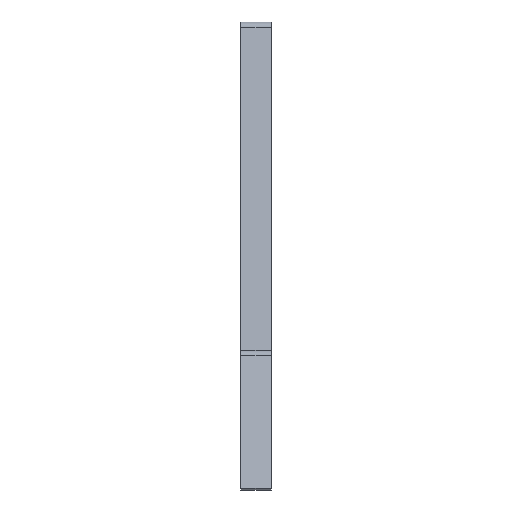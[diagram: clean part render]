
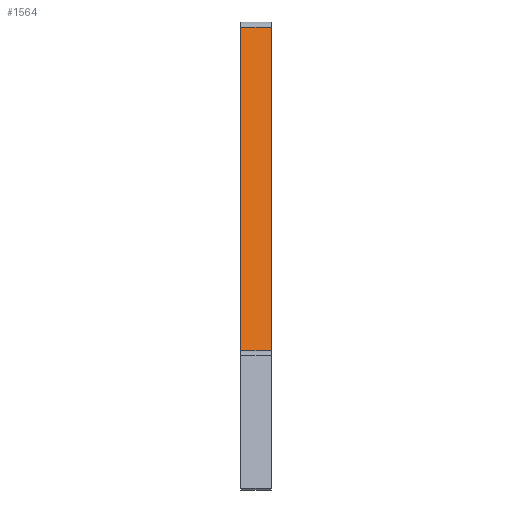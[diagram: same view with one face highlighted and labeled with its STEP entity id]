
A CAD part, left-side view. The second image highlights one B-rep face of the part: STEP entity #1564.
In plain terms, the highlighted planar face has unit normal (-0.974, 0, 0.225).
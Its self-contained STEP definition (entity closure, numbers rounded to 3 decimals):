
#32 = PLANE('',#33);
#33 = AXIS2_PLACEMENT_3D('',#34,#35,#36);
#34 = CARTESIAN_POINT('',(17.212,0.,
    7.439));
#35 = DIRECTION('',(0.,1.,0.));
#36 = DIRECTION('',(0.,0.,1.));
#236 = VERTEX_POINT('',#237);
#237 = CARTESIAN_POINT('',(19.143,0.,
    0.62));
#256 = CYLINDRICAL_SURFACE('',#257,0.8);
#257 = AXIS2_PLACEMENT_3D('',#258,#259,#260);
#258 = CARTESIAN_POINT('',(18.364,0.,0.8));
#259 = DIRECTION('',(0.,-1.,0.));
#260 = DIRECTION('',(0.,0.,-1.));
#268 = EDGE_CURVE('',#236,#269,#271,.T.);
#269 = VERTEX_POINT('',#270);
#270 = CARTESIAN_POINT('',(28.784,0.,
    42.38));
#271 = SURFACE_CURVE('',#272,(#276,#283),.PCURVE_S1.);
#272 = LINE('',#273,#274);
#273 = CARTESIAN_POINT('',(19.,0.,0.));
#274 = VECTOR('',#275,1.);
#275 = DIRECTION('',(0.225,0.,0.974));
#276 = PCURVE('',#32,#277);
#277 = DEFINITIONAL_REPRESENTATION('',(#278),#282);
#278 = LINE('',#279,#280);
#279 = CARTESIAN_POINT('',(-7.439,1.788));
#280 = VECTOR('',#281,1.);
#281 = DIRECTION('',(0.974,0.225));
#282 = ( GEOMETRIC_REPRESENTATION_CONTEXT(2) 
PARAMETRIC_REPRESENTATION_CONTEXT() REPRESENTATION_CONTEXT('2D SPACE',''
  ) );
#283 = PCURVE('',#284,#289);
#284 = PLANE('',#285);
#285 = AXIS2_PLACEMENT_3D('',#286,#287,#288);
#286 = CARTESIAN_POINT('',(19.,0.,0.));
#287 = DIRECTION('',(-0.974,0.,0.225)
  );
#288 = DIRECTION('',(0.225,0.,0.974));
#289 = DEFINITIONAL_REPRESENTATION('',(#290),#294);
#290 = LINE('',#291,#292);
#291 = CARTESIAN_POINT('',(0.,0.));
#292 = VECTOR('',#293,1.);
#293 = DIRECTION('',(1.,0.));
#294 = ( GEOMETRIC_REPRESENTATION_CONTEXT(2) 
PARAMETRIC_REPRESENTATION_CONTEXT() REPRESENTATION_CONTEXT('2D SPACE',''
  ) );
#313 = CYLINDRICAL_SURFACE('',#314,0.8);
#314 = AXIS2_PLACEMENT_3D('',#315,#316,#317);
#315 = CARTESIAN_POINT('',(29.564,0.,42.2));
#316 = DIRECTION('',(0.,-1.,0.));
#317 = DIRECTION('',(-0.974,0.,0.225)
  );
#776 = PLANE('',#777);
#777 = AXIS2_PLACEMENT_3D('',#778,#779,#780);
#778 = CARTESIAN_POINT('',(17.212,-3.5,7.439));
#779 = DIRECTION('',(0.,1.,0.));
#780 = DIRECTION('',(0.,0.,1.));
#1466 = EDGE_CURVE('',#236,#1467,#1469,.T.);
#1467 = VERTEX_POINT('',#1468);
#1468 = CARTESIAN_POINT('',(19.143,-3.5,0.62));
#1469 = SURFACE_CURVE('',#1470,(#1474,#1481),.PCURVE_S1.);
#1470 = LINE('',#1471,#1472);
#1471 = CARTESIAN_POINT('',(19.143,0.,
    0.62));
#1472 = VECTOR('',#1473,1.);
#1473 = DIRECTION('',(0.,-1.,0.));
#1474 = PCURVE('',#256,#1475);
#1475 = DEFINITIONAL_REPRESENTATION('',(#1476),#1480);
#1476 = LINE('',#1477,#1478);
#1477 = CARTESIAN_POINT('',(1.344,0.));
#1478 = VECTOR('',#1479,1.);
#1479 = DIRECTION('',(0.,1.));
#1480 = ( GEOMETRIC_REPRESENTATION_CONTEXT(2) 
PARAMETRIC_REPRESENTATION_CONTEXT() REPRESENTATION_CONTEXT('2D SPACE',''
  ) );
#1481 = PCURVE('',#284,#1482);
#1482 = DEFINITIONAL_REPRESENTATION('',(#1483),#1487);
#1483 = LINE('',#1484,#1485);
#1484 = CARTESIAN_POINT('',(0.636,0.));
#1485 = VECTOR('',#1486,1.);
#1486 = DIRECTION('',(0.,-1.));
#1487 = ( GEOMETRIC_REPRESENTATION_CONTEXT(2) 
PARAMETRIC_REPRESENTATION_CONTEXT() REPRESENTATION_CONTEXT('2D SPACE',''
  ) );
#1564 = ADVANCED_FACE('',(#1565),#284,.T.);
#1565 = FACE_BOUND('',#1566,.T.);
#1566 = EDGE_LOOP('',(#1567,#1568,#1569,#1592));
#1567 = ORIENTED_EDGE('',*,*,#268,.F.);
#1568 = ORIENTED_EDGE('',*,*,#1466,.T.);
#1569 = ORIENTED_EDGE('',*,*,#1570,.T.);
#1570 = EDGE_CURVE('',#1467,#1571,#1573,.T.);
#1571 = VERTEX_POINT('',#1572);
#1572 = CARTESIAN_POINT('',(28.784,-3.5,42.38));
#1573 = SURFACE_CURVE('',#1574,(#1578,#1585),.PCURVE_S1.);
#1574 = LINE('',#1575,#1576);
#1575 = CARTESIAN_POINT('',(19.,-3.5,0.));
#1576 = VECTOR('',#1577,1.);
#1577 = DIRECTION('',(0.225,0.,0.974));
#1578 = PCURVE('',#284,#1579);
#1579 = DEFINITIONAL_REPRESENTATION('',(#1580),#1584);
#1580 = LINE('',#1581,#1582);
#1581 = CARTESIAN_POINT('',(0.,-3.5));
#1582 = VECTOR('',#1583,1.);
#1583 = DIRECTION('',(1.,0.));
#1584 = ( GEOMETRIC_REPRESENTATION_CONTEXT(2) 
PARAMETRIC_REPRESENTATION_CONTEXT() REPRESENTATION_CONTEXT('2D SPACE',''
  ) );
#1585 = PCURVE('',#776,#1586);
#1586 = DEFINITIONAL_REPRESENTATION('',(#1587),#1591);
#1587 = LINE('',#1588,#1589);
#1588 = CARTESIAN_POINT('',(-7.439,1.788));
#1589 = VECTOR('',#1590,1.);
#1590 = DIRECTION('',(0.974,0.225));
#1591 = ( GEOMETRIC_REPRESENTATION_CONTEXT(2) 
PARAMETRIC_REPRESENTATION_CONTEXT() REPRESENTATION_CONTEXT('2D SPACE',''
  ) );
#1592 = ORIENTED_EDGE('',*,*,#1593,.F.);
#1593 = EDGE_CURVE('',#269,#1571,#1594,.T.);
#1594 = SURFACE_CURVE('',#1595,(#1599,#1606),.PCURVE_S1.);
#1595 = LINE('',#1596,#1597);
#1596 = CARTESIAN_POINT('',(28.784,0.,
    42.38));
#1597 = VECTOR('',#1598,1.);
#1598 = DIRECTION('',(0.,-1.,0.));
#1599 = PCURVE('',#284,#1600);
#1600 = DEFINITIONAL_REPRESENTATION('',(#1601),#1605);
#1601 = LINE('',#1602,#1603);
#1602 = CARTESIAN_POINT('',(43.495,0.));
#1603 = VECTOR('',#1604,1.);
#1604 = DIRECTION('',(0.,-1.));
#1605 = ( GEOMETRIC_REPRESENTATION_CONTEXT(2) 
PARAMETRIC_REPRESENTATION_CONTEXT() REPRESENTATION_CONTEXT('2D SPACE',''
  ) );
#1606 = PCURVE('',#313,#1607);
#1607 = DEFINITIONAL_REPRESENTATION('',(#1608),#1612);
#1608 = LINE('',#1609,#1610);
#1609 = CARTESIAN_POINT('',(-0.,0.));
#1610 = VECTOR('',#1611,1.);
#1611 = DIRECTION('',(-0.,1.));
#1612 = ( GEOMETRIC_REPRESENTATION_CONTEXT(2) 
PARAMETRIC_REPRESENTATION_CONTEXT() REPRESENTATION_CONTEXT('2D SPACE',''
  ) );
